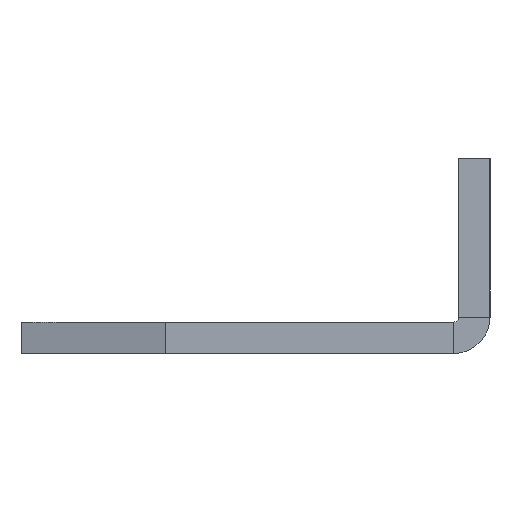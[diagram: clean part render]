
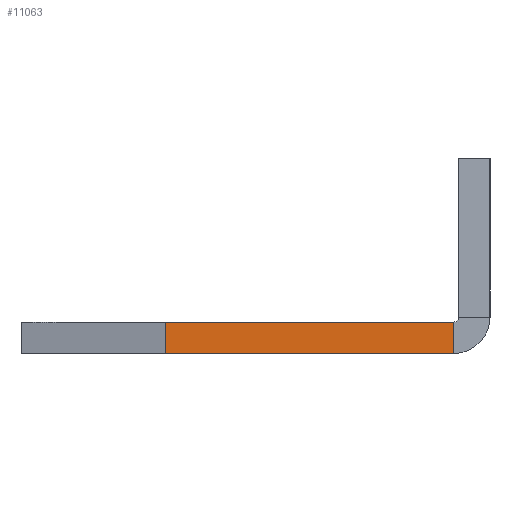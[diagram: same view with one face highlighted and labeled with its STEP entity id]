
A CAD part, left-side view. The second image highlights one B-rep face of the part: STEP entity #11063.
In plain terms, the highlighted planar face has unit normal (-1, 0, 0).
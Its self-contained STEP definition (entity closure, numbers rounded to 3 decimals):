
#392 = AXIS2_PLACEMENT_3D ( 'NONE', #14979, #6152, #16462 ) ;
#482 = ORIENTED_EDGE ( 'NONE', *, *, #16126, .F. ) ;
#547 = ORIENTED_EDGE ( 'NONE', *, *, #6164, .T. ) ;
#890 = CARTESIAN_POINT ( 'NONE',  ( -249.25, 1.4, 0. ) ) ;
#1741 = VERTEX_POINT ( 'NONE', #5568 ) ;
#2279 = EDGE_CURVE ( 'NONE', #18071, #15726, #6816, .T. ) ;
#2536 = DIRECTION ( 'NONE',  ( 0., 0., -1. ) ) ;
#4002 = VECTOR ( 'NONE', #4850, 1000. ) ;
#4850 = DIRECTION ( 'NONE',  ( 0., -1., 0. ) ) ;
#5033 = EDGE_LOOP ( 'NONE', ( #482, #547, #6763, #19038 ) ) ;
#5568 = CARTESIAN_POINT ( 'NONE',  ( -249.25, 1.4, 0. ) ) ;
#6152 = DIRECTION ( 'NONE',  ( -1., 0., 0. ) ) ;
#6164 = EDGE_CURVE ( 'NONE', #7762, #18071, #18892, .T. ) ;
#6763 = ORIENTED_EDGE ( 'NONE', *, *, #2279, .T. ) ;
#6816 = LINE ( 'NONE', #9727, #14224 ) ;
#7263 = LINE ( 'NONE', #890, #14654 ) ;
#7762 = VERTEX_POINT ( 'NONE', #9759 ) ;
#8767 = FACE_OUTER_BOUND ( 'NONE', #5033, .T. ) ;
#9727 = CARTESIAN_POINT ( 'NONE',  ( -249.25, 0., -1.2 ) ) ;
#9759 = CARTESIAN_POINT ( 'NONE',  ( -249.25, 12.5, 0. ) ) ;
#9805 = DIRECTION ( 'NONE',  ( 0., 0., -1. ) ) ;
#11063 = ADVANCED_FACE ( 'NONE', ( #8767 ), #16389, .T. ) ;
#11199 = CARTESIAN_POINT ( 'NONE',  ( -249.25, 1.4, -1.2 ) ) ;
#11395 = CARTESIAN_POINT ( 'NONE',  ( -249.25, 12.5, 0. ) ) ;
#14224 = VECTOR ( 'NONE', #18596, 1000. ) ;
#14571 = EDGE_CURVE ( 'NONE', #1741, #15726, #7263, .T. ) ;
#14654 = VECTOR ( 'NONE', #9805, 1000. ) ;
#14979 = CARTESIAN_POINT ( 'NONE',  ( -249.25, 0., -1.2 ) ) ;
#15434 = VECTOR ( 'NONE', #2536, 1000. ) ;
#15726 = VERTEX_POINT ( 'NONE', #11199 ) ;
#16126 = EDGE_CURVE ( 'NONE', #7762, #1741, #17335, .T. ) ;
#16389 = PLANE ( 'NONE',  #392 ) ;
#16462 = DIRECTION ( 'NONE',  ( 0., 0., 1. ) ) ;
#17335 = LINE ( 'NONE', #18084, #4002 ) ;
#18071 = VERTEX_POINT ( 'NONE', #18570 ) ;
#18084 = CARTESIAN_POINT ( 'NONE',  ( -249.25, 0., 0. ) ) ;
#18570 = CARTESIAN_POINT ( 'NONE',  ( -249.25, 12.5, -1.2 ) ) ;
#18596 = DIRECTION ( 'NONE',  ( 0., -1., 0. ) ) ;
#18892 = LINE ( 'NONE', #11395, #15434 ) ;
#19038 = ORIENTED_EDGE ( 'NONE', *, *, #14571, .F. ) ;
